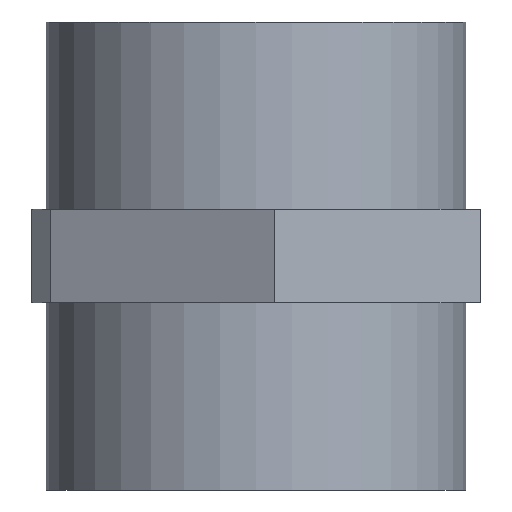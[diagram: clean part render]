
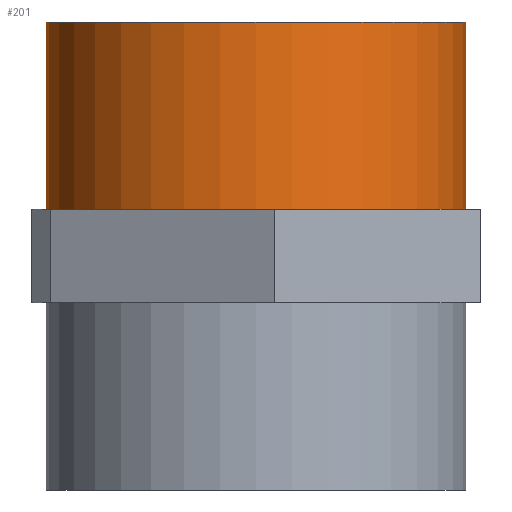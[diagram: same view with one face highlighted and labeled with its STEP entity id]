
A CAD part, front view. The second image highlights one B-rep face of the part: STEP entity #201.
In plain terms, the highlighted cylindrical face has radius 22.425 mm (diameter 44.85 mm), a full revolution.
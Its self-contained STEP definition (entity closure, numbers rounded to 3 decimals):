
#62=FACE_BOUND('',#84,.T.);
#69=FACE_OUTER_BOUND('',#83,.T.);
#83=EDGE_LOOP('',(#151));
#84=EDGE_LOOP('',(#152));
#103=CIRCLE('',#237,22.425);
#104=CIRCLE('',#238,22.425);
#109=VERTEX_POINT('',#317);
#110=VERTEX_POINT('',#319);
#127=EDGE_CURVE('',#109,#109,#103,.T.);
#128=EDGE_CURVE('',#110,#110,#104,.T.);
#151=ORIENTED_EDGE('',*,*,#127,.T.);
#152=ORIENTED_EDGE('',*,*,#128,.F.);
#198=CYLINDRICAL_SURFACE('',#236,22.425);
#201=ADVANCED_FACE('',(#69,#62),#198,.T.);
#236=AXIS2_PLACEMENT_3D('',#316,#260,#261);
#237=AXIS2_PLACEMENT_3D('',#318,#262,#263);
#238=AXIS2_PLACEMENT_3D('',#320,#264,#265);
#260=DIRECTION('center_axis',(0.,0.,1.));
#261=DIRECTION('ref_axis',(-1.,0.,0.));
#262=DIRECTION('center_axis',(0.,0.,-1.));
#263=DIRECTION('ref_axis',(-1.,0.,0.));
#264=DIRECTION('center_axis',(0.,0.,-1.));
#265=DIRECTION('ref_axis',(-1.,0.,0.));
#316=CARTESIAN_POINT('Origin',(0.,0.,10.));
#317=CARTESIAN_POINT('',(22.425,0.,30.));
#318=CARTESIAN_POINT('Origin',(0.,0.,30.));
#319=CARTESIAN_POINT('',(22.425,0.,10.));
#320=CARTESIAN_POINT('Origin',(0.,0.,10.));
